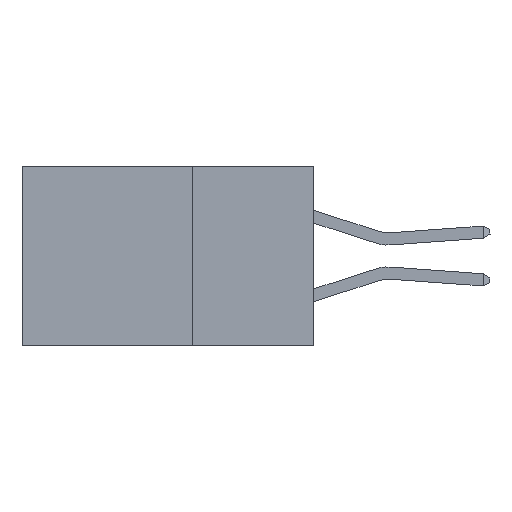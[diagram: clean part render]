
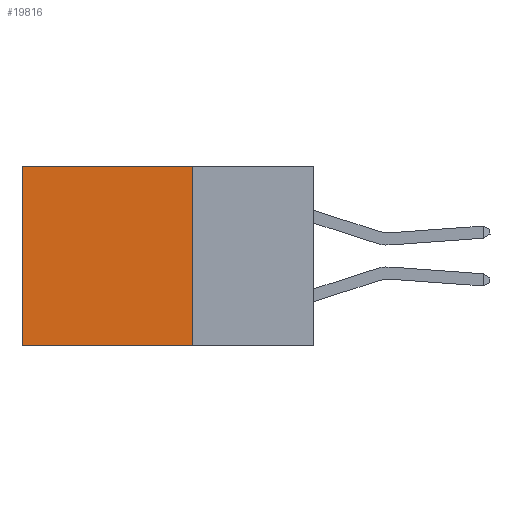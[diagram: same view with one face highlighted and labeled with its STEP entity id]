
A CAD part, left-side view. The second image highlights one B-rep face of the part: STEP entity #19816.
In plain terms, the highlighted planar face has unit normal (-1, 0, 0).
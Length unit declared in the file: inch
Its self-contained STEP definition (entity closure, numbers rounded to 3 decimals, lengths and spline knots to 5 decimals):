
#43 = DIRECTION ( 'NONE',  ( 0., 1., 0. ) ) ;
#512 = ORIENTED_EDGE ( 'NONE', *, *, #4911, .T. ) ;
#1135 = CARTESIAN_POINT ( 'NONE',  ( 0.2875, 0.6, 0. ) ) ;
#1400 = DIRECTION ( 'NONE',  ( 0., 0., -1. ) ) ;
#1633 = VERTEX_POINT ( 'NONE', #4232 ) ;
#1657 = DIRECTION ( 'NONE',  ( 0., 0., -1. ) ) ;
#2232 = LINE ( 'NONE', #15225, #11176 ) ;
#2332 = VERTEX_POINT ( 'NONE', #15254 ) ;
#2421 = LINE ( 'NONE', #6448, #14049 ) ;
#2703 = ORIENTED_EDGE ( 'NONE', *, *, #9870, .F. ) ;
#3131 = DIRECTION ( 'NONE',  ( 0., 1., 0. ) ) ;
#3238 = VERTEX_POINT ( 'NONE', #11261 ) ;
#3702 = CARTESIAN_POINT ( 'NONE',  ( 0.2875, 0.25, 0. ) ) ;
#3867 = LINE ( 'NONE', #15205, #15115 ) ;
#4232 = CARTESIAN_POINT ( 'NONE',  ( 0.2875, 0.6, -0.37 ) ) ;
#4911 = EDGE_CURVE ( 'NONE', #6495, #1633, #26846, .T. ) ;
#6448 = CARTESIAN_POINT ( 'NONE',  ( 0.2875, 0.25, 0. ) ) ;
#6495 = VERTEX_POINT ( 'NONE', #1135 ) ;
#6993 = CARTESIAN_POINT ( 'NONE',  ( 0.2875, 0.6, 0. ) ) ;
#7950 = EDGE_CURVE ( 'NONE', #2332, #1633, #3867, .T. ) ;
#8402 = AXIS2_PLACEMENT_3D ( 'NONE', #3702, #10369, #1657 ) ;
#9870 = EDGE_CURVE ( 'NONE', #3238, #2332, #2421, .T. ) ;
#10369 = DIRECTION ( 'NONE',  ( 1., 0., 0. ) ) ;
#11176 = VECTOR ( 'NONE', #43, 39.37008 ) ;
#11261 = CARTESIAN_POINT ( 'NONE',  ( 0.2875, 0.25, 0. ) ) ;
#13191 = EDGE_CURVE ( 'NONE', #3238, #6495, #2232, .T. ) ;
#14049 = VECTOR ( 'NONE', #21303, 39.37008 ) ;
#14243 = EDGE_LOOP ( 'NONE', ( #512, #19714, #2703, #24914 ) ) ;
#14935 = VECTOR ( 'NONE', #1400, 39.37008 ) ;
#15115 = VECTOR ( 'NONE', #3131, 39.37008 ) ;
#15205 = CARTESIAN_POINT ( 'NONE',  ( 0.2875, 0.25, -0.37 ) ) ;
#15225 = CARTESIAN_POINT ( 'NONE',  ( 0.2875, 0.25, 0. ) ) ;
#15254 = CARTESIAN_POINT ( 'NONE',  ( 0.2875, 0.25, -0.37 ) ) ;
#16491 = PLANE ( 'NONE',  #8402 ) ;
#19714 = ORIENTED_EDGE ( 'NONE', *, *, #7950, .F. ) ;
#19816 = ADVANCED_FACE ( 'NONE', ( #21970 ), #16491, .F. ) ;
#21303 = DIRECTION ( 'NONE',  ( 0., 0., -1. ) ) ;
#21970 = FACE_OUTER_BOUND ( 'NONE', #14243, .T. ) ;
#24914 = ORIENTED_EDGE ( 'NONE', *, *, #13191, .T. ) ;
#26846 = LINE ( 'NONE', #6993, #14935 ) ;
